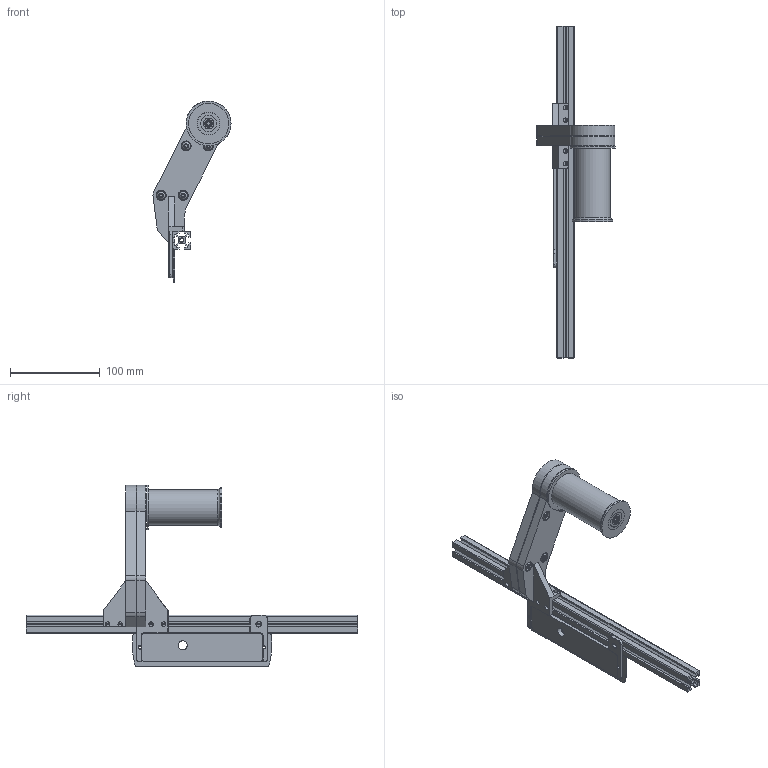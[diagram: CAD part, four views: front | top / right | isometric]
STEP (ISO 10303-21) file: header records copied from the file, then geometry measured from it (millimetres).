
FILE_DESCRIPTION(/* description */ ('','CAx-IF Rec.Pracs.---Representation and Presentation of Product Manufacturing Information (PMI)---4.0---2014-10-13'),/* implementation_level */ '2;1');
FILE_NAME(/* name */ 'Spool_holder_001 v12.step',/* time_stamp */ '2025-03-21T18:23:11+01:00',/* author */ (''),/* organization */ (''),/* preprocessor_version */ 'ST-DEVELOPER v20',/* originating_system */ 'Autodesk Translation Framework v13.20.0.188',/* authorisation */ '');
FILE_SCHEMA (('AP242_MANAGED_MODEL_BASED_3D_ENGINEERING_MIM_LF { 1 0 10303 442 1 1 4 }'));
Length unit declared in the file: millimetre
Products named in the file (11): Spool_holder_001; VORON2_v2.4_Assembly_HFSB5-2020-370-TPW v1; RIGHT; LEFT; Component6; Voron_spool_core; _C-FL608ZZ; 97763A822_18-8 Stainless Steel Button Head Hex Drive Screws; VORON2_v2.4_Assembly_Exhast Filter Housing v12 v1; Exhast Grill; Exhast Mount
Assembly tree (13 placements, depth 3):
  Spool_holder_001
    VORON2_v2.4_Assembly_HFSB5-2020-370-TPW v1
    RIGHT
    LEFT
    Component6
    Voron_spool_core
    _C-FL608ZZ
    97763A822_18-8 Stainless Steel Button Head Hex Drive Screws  x4
    VORON2_v2.4_Assembly_Exhast Filter Housing v12 v1
      Exhast Grill
      Exhast Mount
Bounding box: 87.04 x 370 x 202.6 mm (x, y, z)
Volume: 346090.9 mm3; surface area: 146768.1 mm2
Topology: 12 solids, 12 shells, 685 faces, 1688 edges, 1058 vertices
Faces by surface type: plane 320, cylinder 255, cone 90, bspline 12, torus 4, sphere 4
Full cylindrical faces by diameter (mm): 3.4 x2, 3.961 x80, 4 x2, 4.2 x1, 4.234 x2, 5 x80, 5.12 x2, 5.2 x8, 5.5 x1, 8 x2, 8.1 x2, 9 x1, 9.5 x4, 10 x5, 11.7 x1, 11.8 x2, 14.9 x1, 18 x2, 22 x1, 22.2 x2, 25 x1, 25.2 x2, 40 x1, 45 x1, 50 x1
Entity records: 18110 total; most frequent: CARTESIAN_POINT 6102, ORIENTED_EDGE 2408, DIRECTION 2383, EDGE_CURVE 1204, LINE 821, VECTOR 821, AXIS2_PLACEMENT_3D 781, VERTEX_POINT 749
